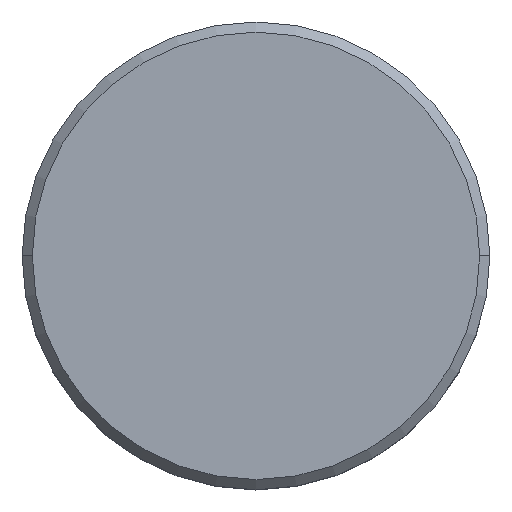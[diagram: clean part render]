
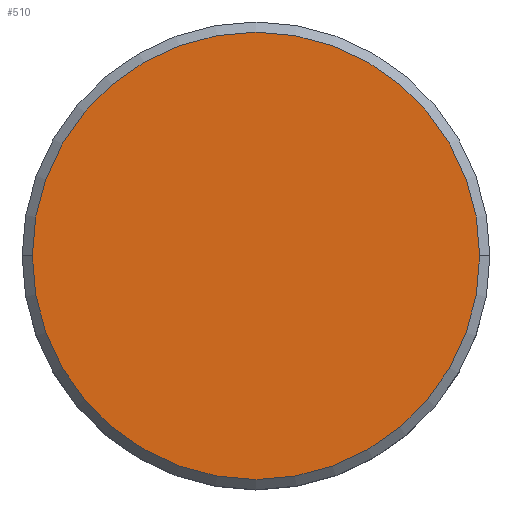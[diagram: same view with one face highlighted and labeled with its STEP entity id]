
A CAD part, top view. The second image highlights one B-rep face of the part: STEP entity #510.
In plain terms, the highlighted planar face has unit normal (0, 0, 1).
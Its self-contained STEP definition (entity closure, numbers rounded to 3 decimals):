
#38 = DIRECTION ( 'NONE',  ( 0., 0., 1. ) ) ;
#41 = DIRECTION ( 'NONE',  ( 1., 0., 0. ) ) ;
#52 = PLANE ( 'NONE',  #476 ) ;
#89 = CIRCLE ( 'NONE', #172, 11. ) ;
#107 = DIRECTION ( 'NONE',  ( 0., 0., 1. ) ) ;
#109 = AXIS2_PLACEMENT_3D ( 'NONE', #188, #38, #41 ) ;
#117 = ORIENTED_EDGE ( 'NONE', *, *, #236, .T. ) ;
#153 = CARTESIAN_POINT ( 'NONE',  ( -11., 0., 0. ) ) ;
#155 = DIRECTION ( 'NONE',  ( 1., 0., 0. ) ) ;
#172 = AXIS2_PLACEMENT_3D ( 'NONE', #562, #567, #560 ) ;
#188 = CARTESIAN_POINT ( 'NONE',  ( 0., 0., 0. ) ) ;
#236 = EDGE_CURVE ( 'NONE', #504, #317, #545, .T. ) ;
#304 = EDGE_LOOP ( 'NONE', ( #117, #521 ) ) ;
#317 = VERTEX_POINT ( 'NONE', #323 ) ;
#323 = CARTESIAN_POINT ( 'NONE',  ( 11., 0., 0. ) ) ;
#330 = FACE_OUTER_BOUND ( 'NONE', #304, .T. ) ;
#467 = EDGE_CURVE ( 'NONE', #317, #504, #89, .T. ) ;
#476 = AXIS2_PLACEMENT_3D ( 'NONE', #518, #107, #155 ) ;
#504 = VERTEX_POINT ( 'NONE', #153 ) ;
#510 = ADVANCED_FACE ( 'NONE', ( #330 ), #52, .T. ) ;
#518 = CARTESIAN_POINT ( 'NONE',  ( 0., 0., 0. ) ) ;
#521 = ORIENTED_EDGE ( 'NONE', *, *, #467, .T. ) ;
#545 = CIRCLE ( 'NONE', #109, 11. ) ;
#560 = DIRECTION ( 'NONE',  ( 1., 0., 0. ) ) ;
#562 = CARTESIAN_POINT ( 'NONE',  ( 0., 0., 0. ) ) ;
#567 = DIRECTION ( 'NONE',  ( 0., 0., 1. ) ) ;
